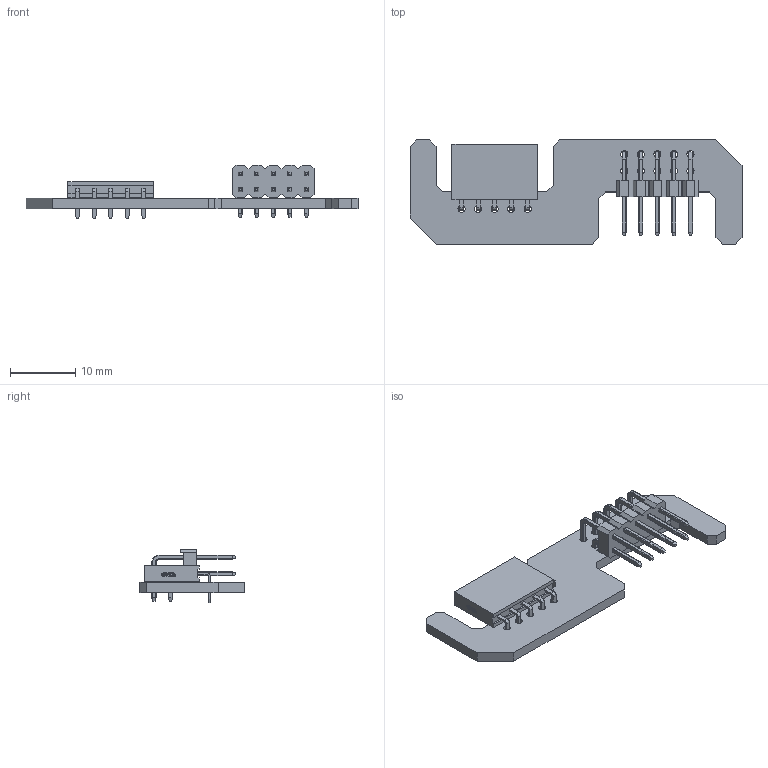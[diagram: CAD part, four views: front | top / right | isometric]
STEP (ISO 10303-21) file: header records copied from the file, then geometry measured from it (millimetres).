
FILE_DESCRIPTION(('KiCad electronic assembly'),'2;1');
FILE_NAME('NB3_eye.step','2025-01-22T20:58:17',('Pcbnew'),('Kicad'), 'Open CASCADE STEP processor 7.8','KiCad to STEP converter','Unknown' );
FILE_SCHEMA(('AUTOMOTIVE_DESIGN { 1 0 10303 214 1 1 1 1 }'));
Length unit declared in the file: millimetre
Products named in the file (6): NB3_eye 1; PinHeader_Male_TH_Side_2x5_C60563; Áã¼þ53; SocketHeader_Female_TH_Side_1x5_C2897387; HDR-TH_5P-P2.54-H-F-W10.0-N; NB3_eye_PCB
Assembly tree (5 placements, depth 3):
  NB3_eye 1
    PinHeader_Male_TH_Side_2x5_C60563
      Áã¼þ53
    SocketHeader_Female_TH_Side_1x5_C2897387
      HDR-TH_5P-P2.54-H-F-W10.0-N
    NB3_eye_PCB
Bounding box: 51 x 16 x 8.2 mm (x, y, z)
Volume: 1179.5 mm3; surface area: 2513.6 mm2
Topology: 3 solids, 3 shells, 1220 faces, 3257 edges, 2128 vertices
Faces by surface type: plane 805, bspline 210, cylinder 165, torus 40
Full cylindrical faces by diameter (mm): 1.1 x15
Entity records: 47656 total; most frequent: CARTESIAN_POINT 10501, ORIENTED_EDGE 6514, DIRECTION 4991, EDGE_CURVE 3257, LINE 2379, VECTOR 2379, VERTEX_POINT 2128, FACE_BOUND 1335
